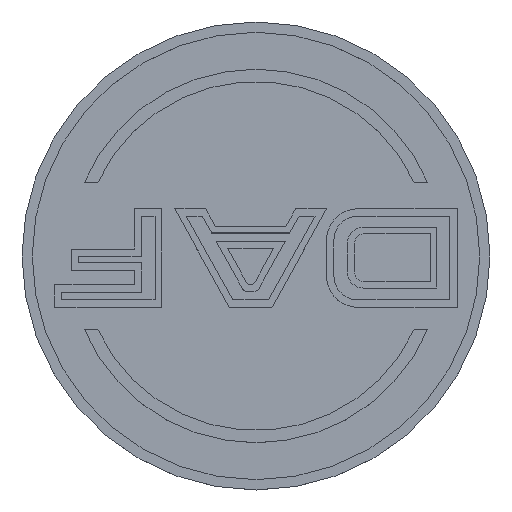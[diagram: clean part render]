
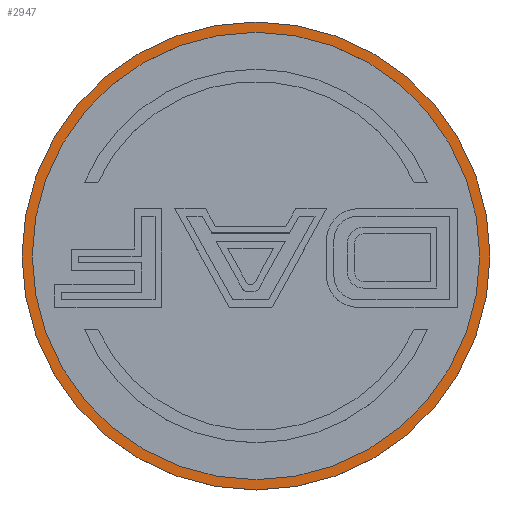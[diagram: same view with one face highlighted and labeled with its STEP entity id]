
A CAD part, top view. The second image highlights one B-rep face of the part: STEP entity #2947.
In plain terms, the highlighted planar face has unit normal (0, 0, 1).
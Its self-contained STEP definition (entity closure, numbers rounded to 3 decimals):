
#1012=CARTESIAN_POINT('Axis2P3D Location',(0.,0.,0.9)) ;
#2891=CARTESIAN_POINT('Vertex',(28.5,0.,0.9)) ;
#2898=CARTESIAN_POINT('Vertex',(-28.5,0.,0.9)) ;
#2901=CARTESIAN_POINT('Axis2P3D Location',(0.,0.,0.9)) ;
#2913=CARTESIAN_POINT('Axis2P3D Location',(0.,0.,0.9)) ;
#2929=CARTESIAN_POINT('Axis2P3D Location',(0.,0.,0.9)) ;
#2933=CARTESIAN_POINT('Vertex',(-27.25,0.,0.9)) ;
#2935=CARTESIAN_POINT('Vertex',(27.25,0.,0.9)) ;
#2938=CARTESIAN_POINT('Axis2P3D Location',(0.,0.,0.9)) ;
#1013=DIRECTION('Axis2P3D Direction',(0.,0.,1.)) ;
#1014=DIRECTION('Axis2P3D XDirection',(1.,0.,0.)) ;
#2902=DIRECTION('Axis2P3D Direction',(0.,0.,1.)) ;
#2914=DIRECTION('Axis2P3D Direction',(0.,0.,1.)) ;
#2930=DIRECTION('Axis2P3D Direction',(0.,0.,1.)) ;
#2939=DIRECTION('Axis2P3D Direction',(0.,0.,1.)) ;
#1015=AXIS2_PLACEMENT_3D('Plane Axis2P3D',#1012,#1013,#1014) ;
#2903=AXIS2_PLACEMENT_3D('Circle Axis2P3D',#2901,#2902,$) ;
#2915=AXIS2_PLACEMENT_3D('Circle Axis2P3D',#2913,#2914,$) ;
#2931=AXIS2_PLACEMENT_3D('Circle Axis2P3D',#2929,#2930,$) ;
#2940=AXIS2_PLACEMENT_3D('Circle Axis2P3D',#2938,#2939,$) ;
#2926=ORIENTED_EDGE('',*,*,#2905,.T.) ;
#2927=ORIENTED_EDGE('',*,*,#2917,.T.) ;
#2944=ORIENTED_EDGE('',*,*,#2937,.F.) ;
#2945=ORIENTED_EDGE('',*,*,#2942,.F.) ;
#2946=FACE_BOUND('',#2943,.T.) ;
#2947=ADVANCED_FACE('Corps principal',(#2928,#2946),#1016,.T.) ;
#2904=CIRCLE('generated circle',#2903,28.5) ;
#2916=CIRCLE('generated circle',#2915,28.5) ;
#2932=CIRCLE('generated circle',#2931,27.25) ;
#2941=CIRCLE('generated circle',#2940,27.25) ;
#2905=EDGE_CURVE('',#2892,#2899,#2904,.T.) ;
#2917=EDGE_CURVE('',#2899,#2892,#2916,.T.) ;
#2937=EDGE_CURVE('',#2934,#2936,#2932,.T.) ;
#2942=EDGE_CURVE('',#2936,#2934,#2941,.T.) ;
#2925=EDGE_LOOP('',(#2926,#2927)) ;
#2943=EDGE_LOOP('',(#2944,#2945)) ;
#2928=FACE_OUTER_BOUND('',#2925,.T.) ;
#1016=PLANE('Plane',#1015) ;
#2892=VERTEX_POINT('',#2891) ;
#2899=VERTEX_POINT('',#2898) ;
#2934=VERTEX_POINT('',#2933) ;
#2936=VERTEX_POINT('',#2935) ;
